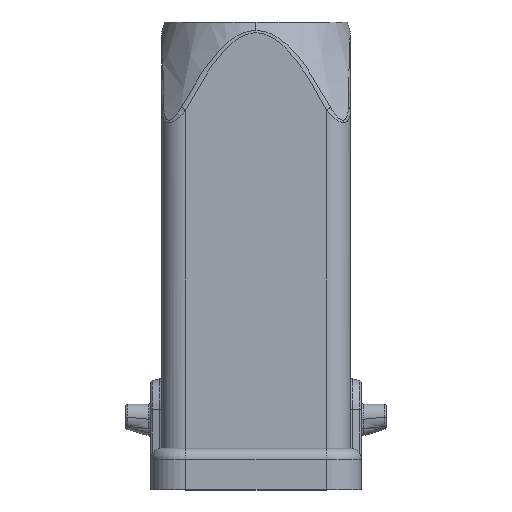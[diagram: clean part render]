
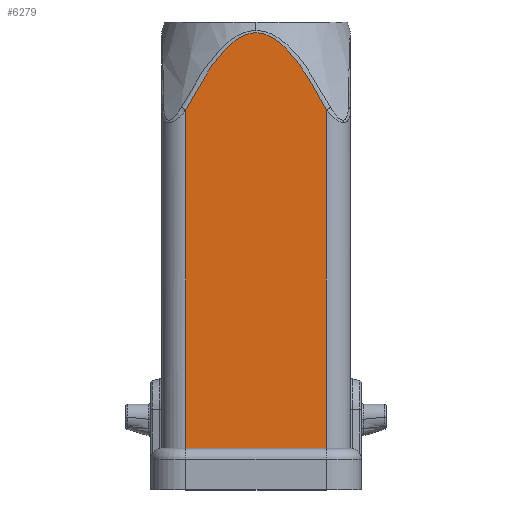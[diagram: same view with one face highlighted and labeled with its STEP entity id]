
A CAD part, top view. The second image highlights one B-rep face of the part: STEP entity #6279.
In plain terms, the highlighted planar face has unit normal (0, 0, 1).
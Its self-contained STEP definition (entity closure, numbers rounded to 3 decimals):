
#1670=DIRECTION('',(0.,-1.,0.));
#1671=VECTOR('',#1670,43.453);
#1672=CARTESIAN_POINT('',(9.,48.753,12.1));
#1673=LINE('',#1672,#1671);
#1682=DIRECTION('',(0.,1.,0.));
#1683=VECTOR('',#1682,43.453);
#1684=CARTESIAN_POINT('',(-9.,5.3,12.1));
#1685=LINE('',#1684,#1683);
#1775=CARTESIAN_POINT('',(-9.,48.753,12.1));
#1776=CARTESIAN_POINT('',(-8.512,49.703,12.1));
#1777=CARTESIAN_POINT('',(-7.458,51.658,12.1));
#1778=CARTESIAN_POINT('',(-6.01,53.978,12.1));
#1779=CARTESIAN_POINT('',(-4.723,55.663,12.1));
#1780=CARTESIAN_POINT('',(-3.803,56.683,12.1));
#1781=CARTESIAN_POINT('',(-2.896,57.493,12.1));
#1782=CARTESIAN_POINT('',(-2.002,58.088,12.1));
#1783=CARTESIAN_POINT('',(-1.135,58.461,12.1));
#1784=CARTESIAN_POINT('',(-0.295,58.625,
12.1));
#1785=CARTESIAN_POINT('',(0.529,58.599,12.1));
#1786=CARTESIAN_POINT('',(1.371,58.379,12.1));
#1787=CARTESIAN_POINT('',(2.238,57.951,12.1));
#1788=CARTESIAN_POINT('',(3.128,57.305,12.1));
#1789=CARTESIAN_POINT('',(4.031,56.448,12.1));
#1790=CARTESIAN_POINT('',(5.281,54.999,12.1));
#1791=CARTESIAN_POINT('',(7.019,52.455,12.1));
#1792=CARTESIAN_POINT('',(8.278,50.158,12.1));
#1793=CARTESIAN_POINT('',(9.,48.753,12.1));
#2159=DIRECTION('',(-1.,0.,0.));
#2160=VECTOR('',#2159,18.);
#2161=CARTESIAN_POINT('',(9.,5.3,12.1));
#2162=LINE('',#2161,#2160);
#4035=CARTESIAN_POINT('',(-9.,5.3,12.1));
#4036=CARTESIAN_POINT('',(-9.,48.753,12.1));
#4037=VERTEX_POINT('',#4035);
#4038=VERTEX_POINT('',#4036);
#4096=CARTESIAN_POINT('',(9.,5.3,12.1));
#4097=VERTEX_POINT('',#4096);
#4112=VERTEX_POINT('',#1793);
#6265=CARTESIAN_POINT('',(-9.,5.3,12.1));
#6266=DIRECTION('',(0.,0.,1.));
#6267=DIRECTION('',(1.,0.,0.));
#6268=AXIS2_PLACEMENT_3D('',#6265,#6266,#6267);
#6269=PLANE('',#6268);
#6271=ORIENTED_EDGE('',*,*,#6270,.T.);
#6273=ORIENTED_EDGE('',*,*,#6272,.T.);
#6274=ORIENTED_EDGE('',*,*,#6254,.T.);
#6276=ORIENTED_EDGE('',*,*,#6275,.T.);
#6277=EDGE_LOOP('',(#6271,#6273,#6274,#6276));
#6278=FACE_OUTER_BOUND('',#6277,.F.);
#6279=ADVANCED_FACE('',(#6278),#6269,.T.);
#1794=B_SPLINE_CURVE_WITH_KNOTS('',3,(#1775,#1776,#1777,#1778,#1779,#1780,#1781,
#1782,#1783,#1784,#1785,#1786,#1787,#1788,#1789,#1790,#1791,#1792,#1793),
.UNSPECIFIED.,.F.,.F.,(4,1,1,1,1,1,1,1,1,1,1,1,1,1,1,1,4),(0.,
0.115,0.238,0.294,0.343,
0.387,0.425,0.459,0.49,
0.519,0.55,0.584,0.624,
0.669,0.719,0.83,1.),.UNSPECIFIED.);
#6254=EDGE_CURVE('',#4112,#4097,#1673,.T.);
#6270=EDGE_CURVE('',#4037,#4038,#1685,.T.);
#6272=EDGE_CURVE('',#4038,#4112,#1794,.T.);
#6275=EDGE_CURVE('',#4097,#4037,#2162,.T.);
